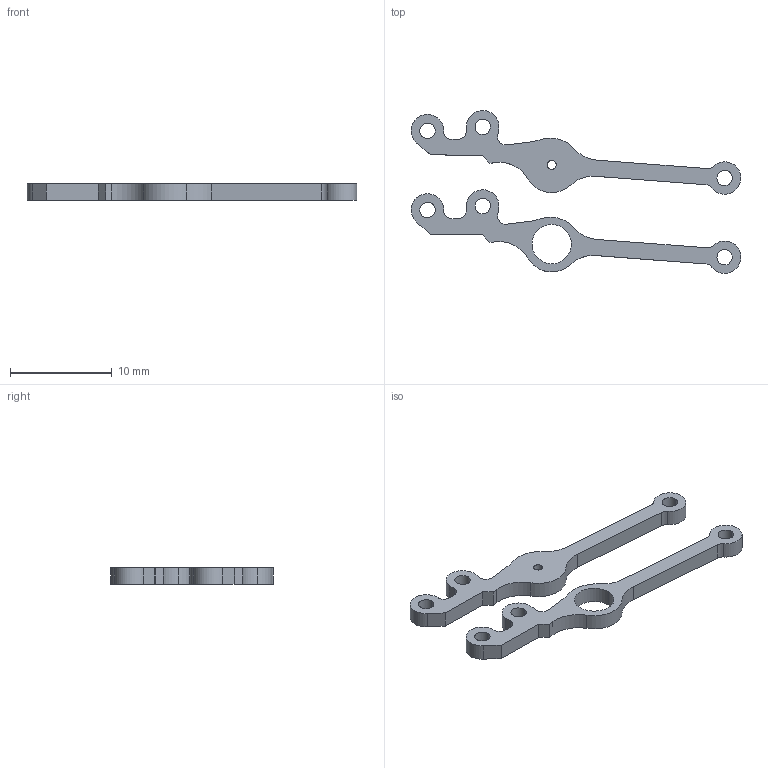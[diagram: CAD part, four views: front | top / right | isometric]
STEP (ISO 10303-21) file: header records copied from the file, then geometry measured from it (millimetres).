
FILE_DESCRIPTION(/* description */ (''),/* implementation_level */ '2;1');
FILE_NAME(/* name */ 'Outer_Arms_Bearing',/* time_stamp */ '2017-02-16T12:33:43-08:00',/* author */ (''),/* organization */ (''),/* preprocessor_version */ 'ST-DEVELOPER v15',/* originating_system */ '',/* authorisation */ '');
FILE_SCHEMA (('AUTOMOTIVE_DESIGN'));
Length unit declared in the file: inch
Products named in the file (1): Document
Bounding box: 32.34 x 15.98 x 1.59 mm (x, y, z)
Volume: 236.2 mm3; surface area: 611.9 mm2
Topology: 2 solids, 2 shells, 68 faces, 192 edges, 128 vertices
Faces by surface type: bspline 64, plane 4
Entity records: 2284 total; most frequent: CARTESIAN_POINT 1302, ORIENTED_EDGE 384, EDGE_CURVE 192, VERTEX_POINT 128, EDGE_LOOP 84, ADVANCED_FACE 68, FACE_OUTER_BOUND 68, FACE_BOUND 16
